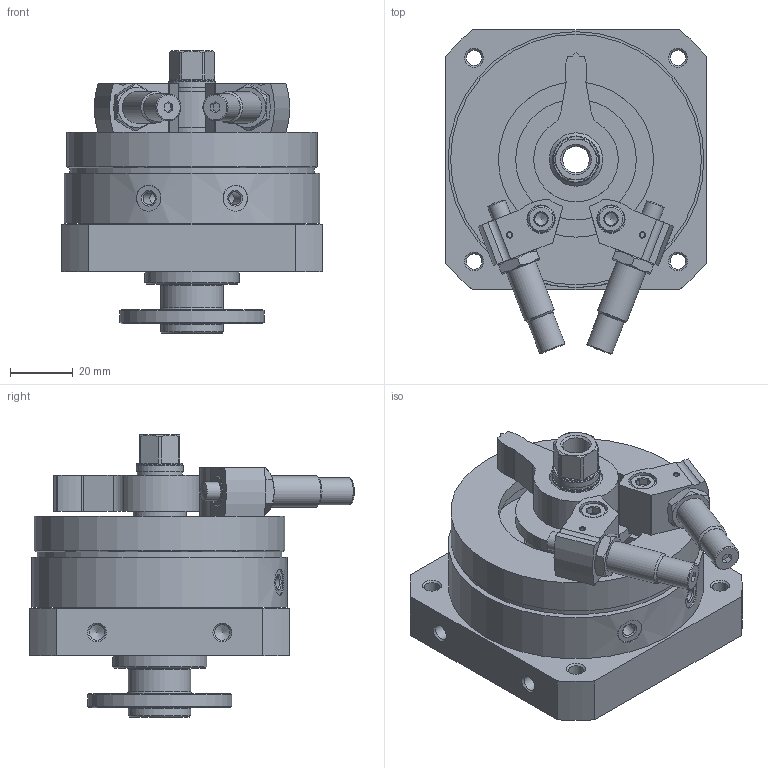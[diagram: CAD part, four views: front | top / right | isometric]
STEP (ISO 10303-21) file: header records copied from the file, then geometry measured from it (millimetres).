
FILE_DESCRIPTION(/* description */ ('STEP AP214'),/* implementation_level */ '2;1');
FILE_NAME(/* name */ '547581_DSM-25-270-CC-FW-A-B',/* time_stamp */ '2024-08-21T18:19:20+02:00',/* author */ ('License CC BY-ND 4.0'),/* organization */ ('CADENAS'),/* preprocessor_version */ 'ST-DEVELOPER v19.3',/* originating_system */ 'PARTsolutions',/* authorisation */ ' ');
FILE_SCHEMA (('AUTOMOTIVE_DESIGN {1 0 10303 214 3 1 1}'));
Length unit declared in the file: millimetre
Products named in the file (9): 547581 DSM-25-270-CC-FW-A-B--(0); 547581 DSM-25-270-CC-FW-A-B_G---(B); 702864 DSM-25-BR---(HZ); 548012 DYSC-7-5-Y1F---(SD_0); 256913 DSM-25_NS; DIN-912 - M5x20(F); 396998 YSRW M10X1-3.5-13; 702863 DSM-25-BL---(HZ); 547581 DSM-25-270-CC-FW-A-B_K---(B)
Assembly tree (12 placements, depth 2):
  547581 DSM-25-270-CC-FW-A-B--(0)
    547581 DSM-25-270-CC-FW-A-B_G---(B)
    702864 DSM-25-BR---(HZ)
    548012 DYSC-7-5-Y1F---(SD_0)  x2
    256913 DSM-25_NS  x2
    DIN-912 - M5x20(F)  x2
    396998 YSRW M10X1-3.5-13  x2
    702863 DSM-25-BL---(HZ)
    547581 DSM-25-270-CC-FW-A-B_K---(B)
Bounding box: 83 x 103.68 x 90 mm (x, y, z)
Volume: 258026.7 mm3; surface area: 68322.1 mm2
Topology: 12 solids, 14 shells, 378 faces, 858 edges, 532 vertices
Faces by surface type: plane 152, cylinder 117, cone 104, torus 3, sphere 2
Full cylindrical faces by diameter (mm): 1.567 x2, 3 x2, 4.134 x8, 4.917 x10, 5 x2, 5.5 x6, 6 x4, 8.3 x2, 8.5 x2, 8.566 x1, 8.6 x2, 8.917 x4, 9 x2, 10 x2, 14.3 x1, 14.5 x1, 15 x2, 17 x3, 20 x2, 30 x1, 32 x1, 38.5 x1, 46 x1, 49.5 x1, 58 x1, 64.4 x1, 78 x1, 80 x1, 81.65 x1
Entity records: 8129 total; most frequent: DIRECTION 1437, CARTESIAN_POINT 1425, ORIENTED_EDGE 1076, AXIS2_PLACEMENT_3D 620, EDGE_CURVE 538, FACE_BOUND 512, EDGE_LOOP 503, VERTEX_POINT 418
